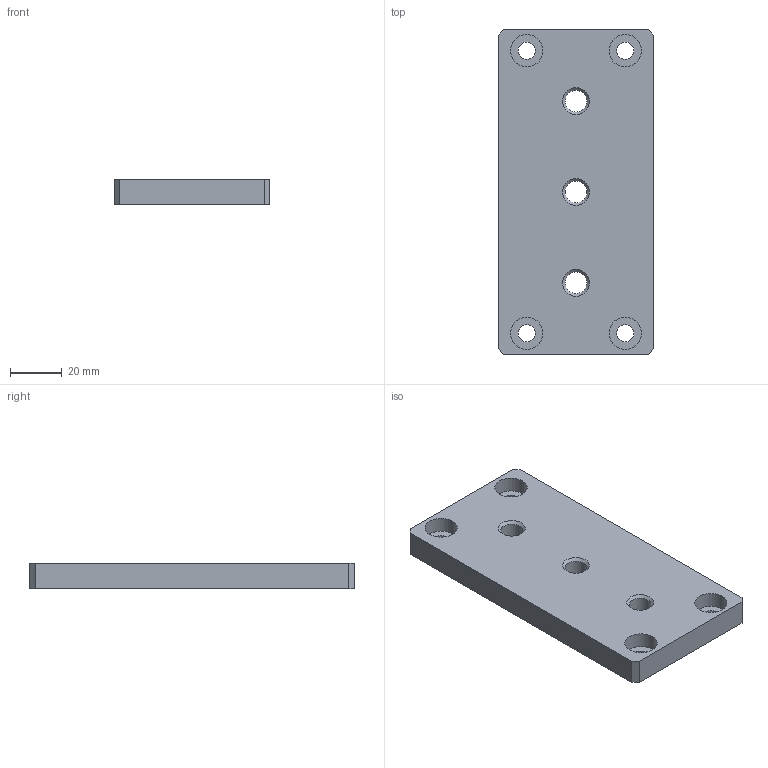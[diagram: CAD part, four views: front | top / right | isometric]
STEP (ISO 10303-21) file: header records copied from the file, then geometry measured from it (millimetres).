
FILE_DESCRIPTION(/* description */ ('Unknown'),/* implementation_level */ '2;1');
FILE_NAME(/* name */ '127.00329_03',/* time_stamp */ '2017-03-06T12:09:59+01:00',/* author */ ('Unknown'),/* organization */ ('Unknown'),/* preprocessor_version */ 'ST-DEVELOPER v16.7',/* originating_system */ 'DEX',/* authorisation */ $);
FILE_SCHEMA (('AUTOMOTIVE_DESIGN {1 0 10303 214 3 1 1}'));
Length unit declared in the file: millimetre
Products named in the file (1): 127.00329
Bounding box: 60 x 125 x 10 mm (x, y, z)
Volume: 69731.7 mm3; surface area: 20054.1 mm2
Topology: 1 solids, 1 shells, 28 faces, 67 edges, 45 vertices
Faces by surface type: plane 14, cylinder 11, cone 3
Full cylindrical faces by diameter (mm): 6.6 x4, 8.376 x3, 12.5 x4
Entity records: 966 total; most frequent: DIRECTION 132, CARTESIAN_POINT 119, ORIENTED_EDGE 98, EDGE_LOOP 60, FACE_BOUND 60, AXIS2_PLACEMENT_3D 54, EDGE_CURVE 49, VERTEX_POINT 41
